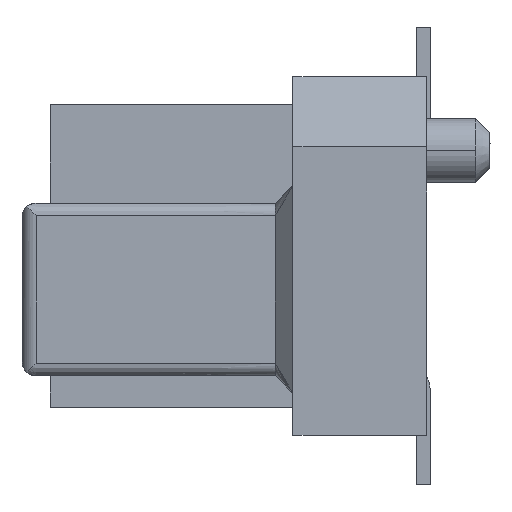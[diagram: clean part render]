
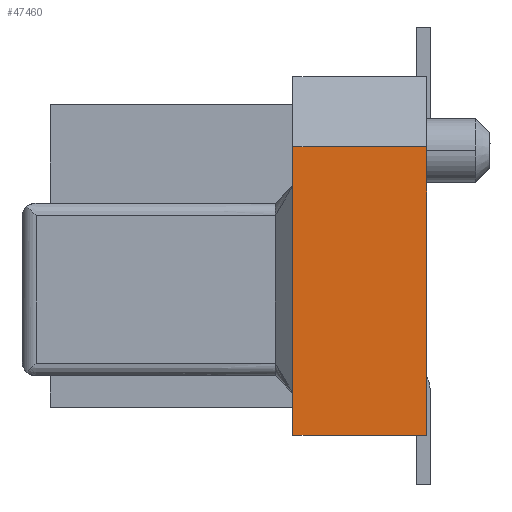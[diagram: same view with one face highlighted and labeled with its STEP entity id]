
A CAD part, left-side view. The second image highlights one B-rep face of the part: STEP entity #47460.
In plain terms, the highlighted planar face has unit normal (-1, 0, 0).
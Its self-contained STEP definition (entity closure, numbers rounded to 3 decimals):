
#40220=CARTESIAN_POINT('',(6.,4.9,1.55));
#40230=VERTEX_POINT('',#40220);
#40380=CARTESIAN_POINT('',(6.,3.,1.55));
#40390=VERTEX_POINT('',#40380);
#40420=CARTESIAN_POINT('',(6.,1.,1.55));
#40430=DIRECTION('',(0.,1.,0.));
#40440=VECTOR('',#40430,1.);
#40450=LINE('',#40420,#40440);
#40460=EDGE_CURVE('',#40390,#40230,#40450,.T.);
#47160=CARTESIAN_POINT('',(6.,4.45,-0.5));
#47170=DIRECTION('',(-1.,0.,0.));
#47180=DIRECTION('',(0.,1.,0.));
#47190=AXIS2_PLACEMENT_3D('',#47160,#47170,#47180);
#47200=PLANE('',#47190);
#47210=CARTESIAN_POINT('',(6.,4.9,0.));
#47220=DIRECTION('',(0.,0.,-1.));
#47230=VECTOR('',#47220,1.);
#47240=LINE('',#47210,#47230);
#47250=CARTESIAN_POINT('',(6.,4.9,-2.55));
#47260=VERTEX_POINT('',#47250);
#47270=EDGE_CURVE('',#40230,#47260,#47240,.T.);
#47280=ORIENTED_EDGE('',*,*,#47270,.T.);
#47290=ORIENTED_EDGE('',*,*,#40460,.T.);
#47300=CARTESIAN_POINT('',(6.,3.,0.));
#47310=DIRECTION('',(0.,0.,-1.));
#47320=VECTOR('',#47310,1.);
#47330=LINE('',#47300,#47320);
#47340=CARTESIAN_POINT('',(6.,3.,-2.55));
#47350=VERTEX_POINT('',#47340);
#47360=EDGE_CURVE('',#40390,#47350,#47330,.T.);
#47370=ORIENTED_EDGE('',*,*,#47360,.F.);
#47380=CARTESIAN_POINT('',(6.,1.,-2.55));
#47390=DIRECTION('',(0.,1.,0.));
#47400=VECTOR('',#47390,1.);
#47410=LINE('',#47380,#47400);
#47420=EDGE_CURVE('',#47350,#47260,#47410,.T.);
#47430=ORIENTED_EDGE('',*,*,#47420,.F.);
#47440=EDGE_LOOP('',(#47430,#47370,#47290,#47280));
#47450=FACE_OUTER_BOUND('',#47440,.T.);
#47460=ADVANCED_FACE('',(#47450),#47200,.T.);
